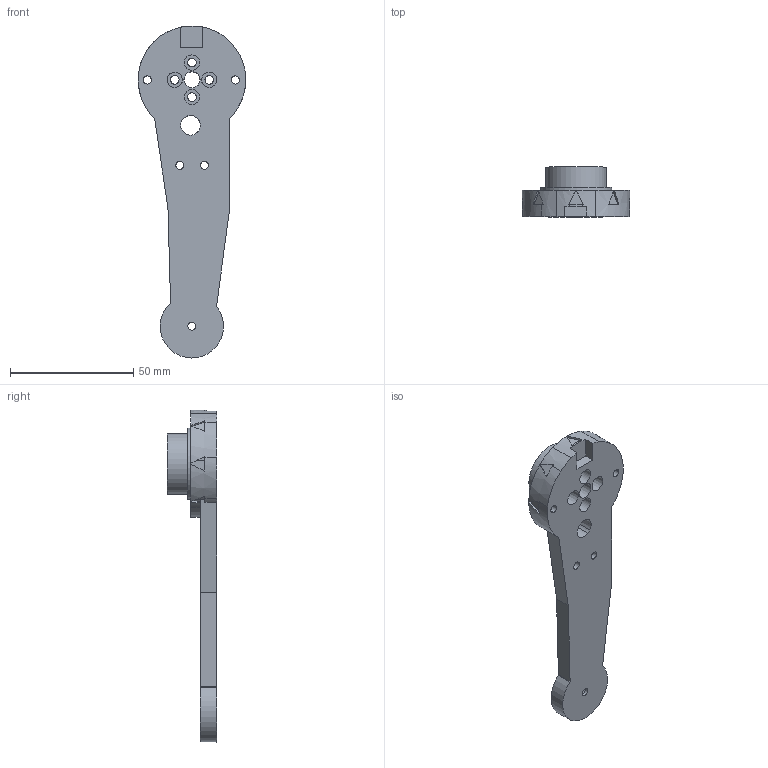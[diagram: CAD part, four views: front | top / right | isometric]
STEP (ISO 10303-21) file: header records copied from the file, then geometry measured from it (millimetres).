
FILE_DESCRIPTION(/* description */ (''),/* implementation_level */ '2;1');
FILE_NAME(/* name */ 'femur_l_a.step',/* time_stamp */ '2024-04-21T16:12:14+02:00',/* author */ (''),/* organization */ (''),/* preprocessor_version */ 'ST-DEVELOPER v20',/* originating_system */ 'Autodesk Translation Framework v12.20.1.177',/* authorisation */ '');
FILE_SCHEMA (('AUTOMOTIVE_DESIGN { 1 0 10303 214 3 1 1 }'));
Length unit declared in the file: millimetre
Products named in the file (1): femur_l_a
Bounding box: 43.65 x 20.09 x 134.7 mm (x, y, z)
Surface area: 13047.4 mm2 (no closed solid volume)
Topology: 0 solids, 1 shells, 123 faces, 358 edges, 239 vertices
Faces by surface type: plane 76, cone 26, cylinder 21
Full cylindrical faces by diameter (mm): 3.2 x3, 3.5 x1, 6 x2, 6.26 x2, 7.2 x1, 20.402 x1, 24.541 x1
Entity records: 4349 total; most frequent: CARTESIAN_POINT 944, DIRECTION 710, ORIENTED_EDGE 700, EDGE_CURVE 358, AXIS2_PLACEMENT_3D 256, VERTEX_POINT 239, LINE 198, VECTOR 198
